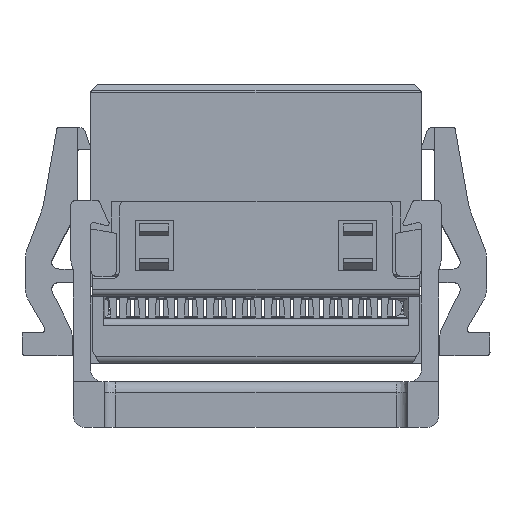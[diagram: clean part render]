
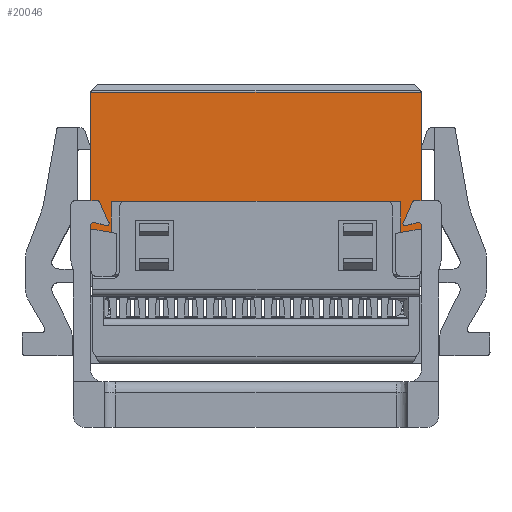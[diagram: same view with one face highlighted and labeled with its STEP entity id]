
A CAD part, top view. The second image highlights one B-rep face of the part: STEP entity #20046.
In plain terms, the highlighted planar face has unit normal (0, 0, 1).
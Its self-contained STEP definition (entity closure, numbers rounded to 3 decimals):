
#19996=AXIS2_PLACEMENT_3D('Plane Axis2P3D',#19993,#19994,#19995) ;
#13970=CARTESIAN_POINT('Vertex',(17.465,14.659,4.675)) ;
#13973=CARTESIAN_POINT('Line Origine',(17.465,11.669,4.675)) ;
#13977=CARTESIAN_POINT('Vertex',(17.465,8.68,4.675)) ;
#14146=CARTESIAN_POINT('Vertex',(3.015,8.68,4.675)) ;
#14149=CARTESIAN_POINT('Line Origine',(3.015,11.669,4.675)) ;
#14153=CARTESIAN_POINT('Vertex',(3.015,14.659,4.675)) ;
#19993=CARTESIAN_POINT('Axis2P3D Location',(2.771,15.2,4.675)) ;
#19998=CARTESIAN_POINT('Line Origine',(10.24,14.659,4.675)) ;
#20003=CARTESIAN_POINT('Line Origine',(3.455,8.602,4.675)) ;
#20007=CARTESIAN_POINT('Vertex',(3.895,8.525,4.675)) ;
#20010=CARTESIAN_POINT('Line Origine',(3.895,9.202,4.675)) ;
#20014=CARTESIAN_POINT('Vertex',(3.895,9.88,4.675)) ;
#20017=CARTESIAN_POINT('Line Origine',(10.24,9.88,4.675)) ;
#20021=CARTESIAN_POINT('Vertex',(16.585,9.88,4.675)) ;
#20024=CARTESIAN_POINT('Line Origine',(16.585,9.202,4.675)) ;
#20028=CARTESIAN_POINT('Vertex',(16.585,8.525,4.675)) ;
#20031=CARTESIAN_POINT('Line Origine',(17.025,8.602,4.675)) ;
#13974=DIRECTION('Vector Direction',(0.,1.,0.)) ;
#14150=DIRECTION('Vector Direction',(0.,-1.,0.)) ;
#19994=DIRECTION('Axis2P3D Direction',(-0.,0.,1.)) ;
#19995=DIRECTION('Axis2P3D XDirection',(0.,-1.,0.)) ;
#19999=DIRECTION('Vector Direction',(-1.,0.,0.)) ;
#20004=DIRECTION('Vector Direction',(0.985,-0.174,0.)) ;
#20011=DIRECTION('Vector Direction',(0.,1.,0.)) ;
#20018=DIRECTION('Vector Direction',(1.,0.,0.)) ;
#20025=DIRECTION('Vector Direction',(0.,-1.,0.)) ;
#20032=DIRECTION('Vector Direction',(0.985,0.174,0.)) ;
#13975=VECTOR('Line Direction',#13974,1.) ;
#14151=VECTOR('Line Direction',#14150,1.) ;
#20000=VECTOR('Line Direction',#19999,1.) ;
#20005=VECTOR('Line Direction',#20004,1.) ;
#20012=VECTOR('Line Direction',#20011,1.) ;
#20019=VECTOR('Line Direction',#20018,1.) ;
#20026=VECTOR('Line Direction',#20025,1.) ;
#20033=VECTOR('Line Direction',#20032,1.) ;
#20037=ORIENTED_EDGE('',*,*,#20002,.T.) ;
#20038=ORIENTED_EDGE('',*,*,#14155,.T.) ;
#20039=ORIENTED_EDGE('',*,*,#20009,.T.) ;
#20040=ORIENTED_EDGE('',*,*,#20016,.T.) ;
#20041=ORIENTED_EDGE('',*,*,#20023,.T.) ;
#20042=ORIENTED_EDGE('',*,*,#20030,.T.) ;
#20043=ORIENTED_EDGE('',*,*,#20035,.T.) ;
#20044=ORIENTED_EDGE('',*,*,#13979,.T.) ;
#20046=ADVANCED_FACE('Hauptk\X2\00F6\X0\rper',(#20045),#19997,.T.) ;
#13979=EDGE_CURVE('',#13978,#13971,#13976,.T.) ;
#14155=EDGE_CURVE('',#14154,#14147,#14152,.T.) ;
#20002=EDGE_CURVE('',#13971,#14154,#20001,.T.) ;
#20009=EDGE_CURVE('',#14147,#20008,#20006,.T.) ;
#20016=EDGE_CURVE('',#20008,#20015,#20013,.T.) ;
#20023=EDGE_CURVE('',#20015,#20022,#20020,.T.) ;
#20030=EDGE_CURVE('',#20022,#20029,#20027,.T.) ;
#20035=EDGE_CURVE('',#20029,#13978,#20034,.T.) ;
#20036=EDGE_LOOP('',(#20037,#20038,#20039,#20040,#20041,#20042,#20043,#20044)) ;
#20045=FACE_OUTER_BOUND('',#20036,.T.) ;
#13976=LINE('Line',#13973,#13975) ;
#14152=LINE('Line',#14149,#14151) ;
#20001=LINE('Line',#19998,#20000) ;
#20006=LINE('Line',#20003,#20005) ;
#20013=LINE('Line',#20010,#20012) ;
#20020=LINE('Line',#20017,#20019) ;
#20027=LINE('Line',#20024,#20026) ;
#20034=LINE('Line',#20031,#20033) ;
#19997=PLANE('',#19996) ;
#13971=VERTEX_POINT('',#13970) ;
#13978=VERTEX_POINT('',#13977) ;
#14147=VERTEX_POINT('',#14146) ;
#14154=VERTEX_POINT('',#14153) ;
#20008=VERTEX_POINT('',#20007) ;
#20015=VERTEX_POINT('',#20014) ;
#20022=VERTEX_POINT('',#20021) ;
#20029=VERTEX_POINT('',#20028) ;
